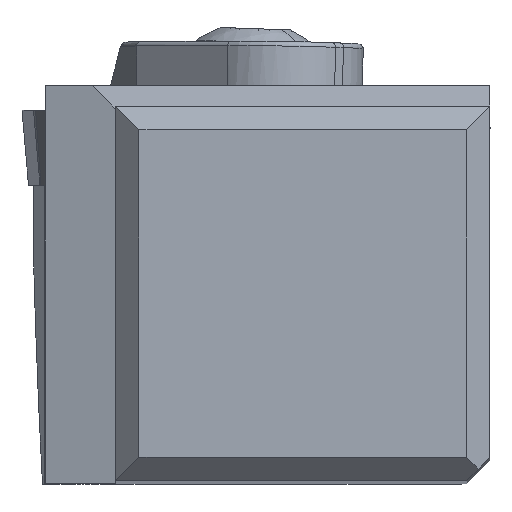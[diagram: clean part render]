
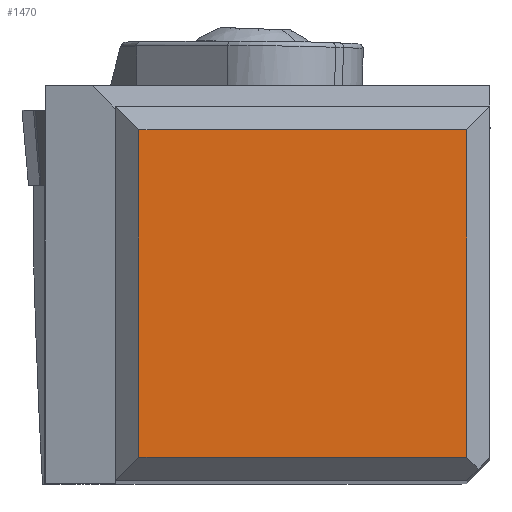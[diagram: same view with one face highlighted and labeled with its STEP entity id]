
A CAD part, top view. The second image highlights one B-rep face of the part: STEP entity #1470.
In plain terms, the highlighted planar face has unit normal (0, 0, 1).
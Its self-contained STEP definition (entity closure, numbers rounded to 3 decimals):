
#1296=FACE_OUTER_BOUND('',#1758,.T.);
#1470=ADVANCED_FACE('',(#1296),#1635,.T.);
#1635=PLANE('',#4849);
#1758=EDGE_LOOP('',(#2220,#2221,#2222,#2223));
#2220=ORIENTED_EDGE('',*,*,#3442,.F.);
#2221=ORIENTED_EDGE('',*,*,#3450,.T.);
#2222=ORIENTED_EDGE('',*,*,#3448,.T.);
#2223=ORIENTED_EDGE('',*,*,#3444,.T.);
#3043=VERTEX_POINT('',#6681);
#3044=VERTEX_POINT('',#6683);
#3045=VERTEX_POINT('',#6687);
#3047=VERTEX_POINT('',#6695);
#3442=EDGE_CURVE('',#3043,#3044,#4160,.T.);
#3444=EDGE_CURVE('',#3045,#3044,#4162,.T.);
#3448=EDGE_CURVE('',#3047,#3045,#4166,.T.);
#3450=EDGE_CURVE('',#3043,#3047,#4168,.T.);
#4160=LINE('',#6682,#4389);
#4162=LINE('',#6686,#4391);
#4166=LINE('',#6694,#4395);
#4168=LINE('',#6698,#4397);
#4389=VECTOR('',#5499,1.);
#4391=VECTOR('',#5503,1.);
#4395=VECTOR('',#5511,1.);
#4397=VECTOR('',#5515,1.);
#4849=AXIS2_PLACEMENT_3D('',#6700,#5518,#5519);
#5499=DIRECTION('',(1.,0.,0.));
#5503=DIRECTION('',(0.,1.,0.));
#5511=DIRECTION('',(1.,0.,0.));
#5515=DIRECTION('',(0.,-1.,0.));
#5518=DIRECTION('',(0.,0.,1.));
#5519=DIRECTION('',(1.,0.,0.));
#6681=CARTESIAN_POINT('',(-15.,15.,0.));
#6682=CARTESIAN_POINT('',(-15.,15.,0.));
#6683=CARTESIAN_POINT('',(-1.,15.,0.));
#6686=CARTESIAN_POINT('',(-1.,1.,0.));
#6687=CARTESIAN_POINT('',(-1.,1.,0.));
#6694=CARTESIAN_POINT('',(-15.,1.,0.));
#6695=CARTESIAN_POINT('',(-15.,1.,0.));
#6698=CARTESIAN_POINT('',(-15.,15.,0.));
#6700=CARTESIAN_POINT('',(-8.,8.,0.));
